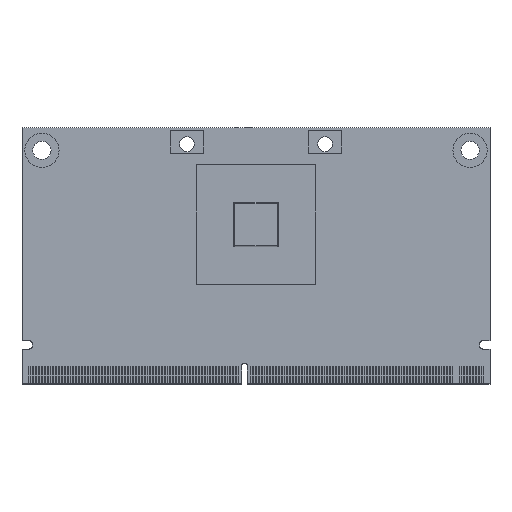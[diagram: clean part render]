
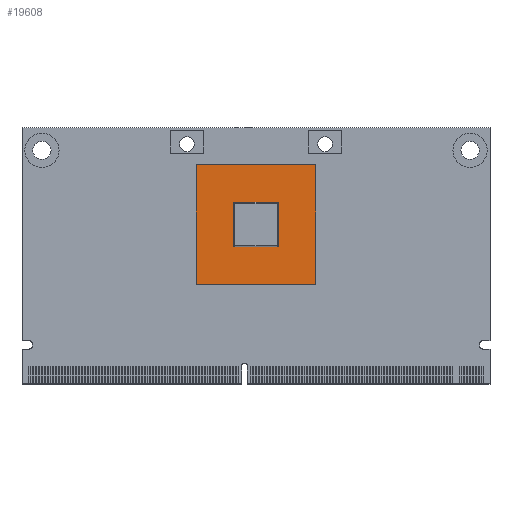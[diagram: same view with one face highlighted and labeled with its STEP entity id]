
A CAD part, top view. The second image highlights one B-rep face of the part: STEP entity #19608.
In plain terms, the highlighted planar face has unit normal (0, 0, 1).
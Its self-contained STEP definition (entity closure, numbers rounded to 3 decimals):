
#1957 = AXIS2_PLACEMENT_3D ( 'NONE', #25299, #25296, #25303 ) ;
#3966 = CARTESIAN_POINT ( 'NONE',  ( 21., 21., 1.09 ) ) ;
#3987 = CARTESIAN_POINT ( 'NONE',  ( 14.418, 14.418, 1.09 ) ) ;
#3988 = CARTESIAN_POINT ( 'NONE',  ( 14.418, 6.582, 1.09 ) ) ;
#3991 = CARTESIAN_POINT ( 'NONE',  ( 21., 0., 1.09 ) ) ;
#3994 = CARTESIAN_POINT ( 'NONE',  ( 0., 0., 1.09 ) ) ;
#4000 = CARTESIAN_POINT ( 'NONE',  ( 6.582, 14.418, 1.09 ) ) ;
#4004 = CARTESIAN_POINT ( 'NONE',  ( 6.582, 6.582, 1.09 ) ) ;
#4076 = CARTESIAN_POINT ( 'NONE',  ( 0., 21., 1.09 ) ) ;
#19287 = ORIENTED_EDGE ( 'NONE', *, *, #20948, .T. ) ;
#19293 = ORIENTED_EDGE ( 'NONE', *, *, #20951, .T. ) ;
#19294 = ORIENTED_EDGE ( 'NONE', *, *, #20947, .T. ) ;
#19301 = ORIENTED_EDGE ( 'NONE', *, *, #20949, .T. ) ;
#19303 = ORIENTED_EDGE ( 'NONE', *, *, #20946, .T. ) ;
#19304 = ORIENTED_EDGE ( 'NONE', *, *, #20943, .T. ) ;
#19316 = ORIENTED_EDGE ( 'NONE', *, *, #20950, .T. ) ;
#19323 = ORIENTED_EDGE ( 'NONE', *, *, #20945, .T. ) ;
#19608 = ADVANCED_FACE ( 'NONE', ( #25341, #25343 ), #25301, .F. ) ;
#20943 = EDGE_CURVE ( 'NONE', #26642, #26801, #46805, .T. ) ;
#20945 = EDGE_CURVE ( 'NONE', #26801, #26645, #46813, .T. ) ;
#20946 = EDGE_CURVE ( 'NONE', #26636, #26637, #46817, .T. ) ;
#20947 = EDGE_CURVE ( 'NONE', #26641, #26642, #46809, .T. ) ;
#20948 = EDGE_CURVE ( 'NONE', #26637, #26660, #46825, .T. ) ;
#20949 = EDGE_CURVE ( 'NONE', #26660, #26656, #46829, .T. ) ;
#20950 = EDGE_CURVE ( 'NONE', #26656, #26636, #46833, .T. ) ;
#20951 = EDGE_CURVE ( 'NONE', #26645, #26641, #46837, .T. ) ;
#25296 = DIRECTION ( 'NONE',  ( 0., 0., -1. ) ) ;
#25299 = CARTESIAN_POINT ( 'NONE',  ( 0., 0., 1.09 ) ) ;
#25301 = PLANE ( 'NONE',  #1957 ) ;
#25303 = DIRECTION ( 'NONE',  ( -1., 0., 0. ) ) ;
#25341 = FACE_BOUND ( 'NONE', #33650, .T. ) ;
#25343 = FACE_OUTER_BOUND ( 'NONE', #33649, .T. ) ;
#26636 = VERTEX_POINT ( 'NONE', #3987 ) ;
#26637 = VERTEX_POINT ( 'NONE', #3988 ) ;
#26641 = VERTEX_POINT ( 'NONE', #3991 ) ;
#26642 = VERTEX_POINT ( 'NONE', #3966 ) ;
#26645 = VERTEX_POINT ( 'NONE', #3994 ) ;
#26656 = VERTEX_POINT ( 'NONE', #4000 ) ;
#26660 = VERTEX_POINT ( 'NONE', #4004 ) ;
#26801 = VERTEX_POINT ( 'NONE', #4076 ) ;
#33649 = EDGE_LOOP ( 'NONE', ( #19323, #19293, #19294, #19304 ) ) ;
#33650 = EDGE_LOOP ( 'NONE', ( #19301, #19316, #19303, #19287 ) ) ;
#46805 = LINE ( 'NONE', #48771, #46811 ) ;
#46809 = LINE ( 'NONE', #48764, #46827 ) ;
#46811 = VECTOR ( 'NONE', #48775, 1000. ) ;
#46813 = LINE ( 'NONE', #48780, #46819 ) ;
#46817 = LINE ( 'NONE', #48785, #46823 ) ;
#46819 = VECTOR ( 'NONE', #48783, 1000. ) ;
#46823 = VECTOR ( 'NONE', #48789, 1000. ) ;
#46825 = LINE ( 'NONE', #48794, #46831 ) ;
#46827 = VECTOR ( 'NONE', #48791, 1000. ) ;
#46829 = LINE ( 'NONE', #48799, #46835 ) ;
#46831 = VECTOR ( 'NONE', #48797, 1000. ) ;
#46833 = LINE ( 'NONE', #48803, #46839 ) ;
#46835 = VECTOR ( 'NONE', #48801, 1000. ) ;
#46837 = LINE ( 'NONE', #48808, #46843 ) ;
#46839 = VECTOR ( 'NONE', #48806, 1000. ) ;
#46843 = VECTOR ( 'NONE', #48811, 1000. ) ;
#48764 = CARTESIAN_POINT ( 'NONE',  ( 21., 0., 1.09 ) ) ;
#48771 = CARTESIAN_POINT ( 'NONE',  ( 0., 21., 1.09 ) ) ;
#48775 = DIRECTION ( 'NONE',  ( -1., 0., 0. ) ) ;
#48780 = CARTESIAN_POINT ( 'NONE',  ( 0., 0., 1.09 ) ) ;
#48783 = DIRECTION ( 'NONE',  ( 0., -1., 0. ) ) ;
#48785 = CARTESIAN_POINT ( 'NONE',  ( 14.418, 6.782, 1.09 ) ) ;
#48789 = DIRECTION ( 'NONE',  ( 0., -1., 0. ) ) ;
#48791 = DIRECTION ( 'NONE',  ( 0., 1., 0. ) ) ;
#48794 = CARTESIAN_POINT ( 'NONE',  ( 6.782, 6.582, 1.09 ) ) ;
#48797 = DIRECTION ( 'NONE',  ( -1., 0., 0. ) ) ;
#48799 = CARTESIAN_POINT ( 'NONE',  ( 6.582, 14.218, 1.09 ) ) ;
#48801 = DIRECTION ( 'NONE',  ( 0., 1., 0. ) ) ;
#48803 = CARTESIAN_POINT ( 'NONE',  ( 14.218, 14.418, 1.09 ) ) ;
#48806 = DIRECTION ( 'NONE',  ( 1., 0., 0. ) ) ;
#48808 = CARTESIAN_POINT ( 'NONE',  ( 0., 0., 1.09 ) ) ;
#48811 = DIRECTION ( 'NONE',  ( 1., 0., 0. ) ) ;
